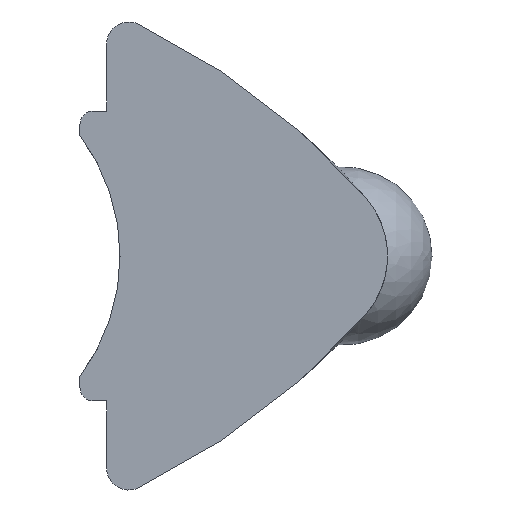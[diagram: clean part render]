
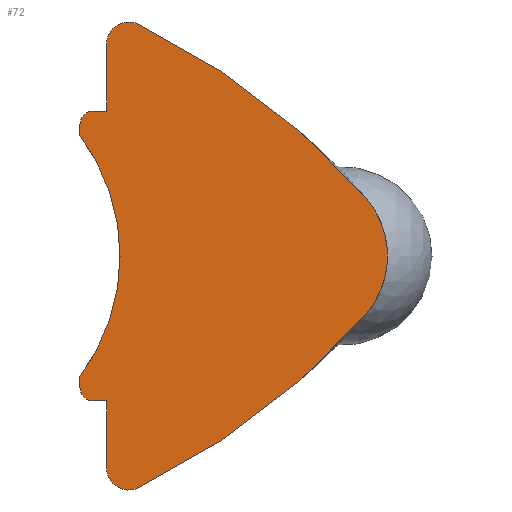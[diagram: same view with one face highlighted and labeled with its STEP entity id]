
A CAD part, left-side view. The second image highlights one B-rep face of the part: STEP entity #72.
In plain terms, the highlighted planar face has unit normal (-1, 0, 0).
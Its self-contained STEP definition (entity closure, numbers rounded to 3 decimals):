
#72 = ADVANCED_FACE( '', ( #151 ), #152, .F. );
#151 = FACE_OUTER_BOUND( '', #233, .T. );
#152 = PLANE( '', #234 );
#233 = EDGE_LOOP( '', ( #382, #383, #384, #385, #386, #387, #388, #389, #390, #391, #392, #393, #394, #395 ) );
#234 = AXIS2_PLACEMENT_3D( '', #396, #397, #398 );
#382 = ORIENTED_EDGE( '', *, *, #542, .F. );
#383 = ORIENTED_EDGE( '', *, *, #526, .F. );
#384 = ORIENTED_EDGE( '', *, *, #562, .F. );
#385 = ORIENTED_EDGE( '', *, *, #563, .F. );
#386 = ORIENTED_EDGE( '', *, *, #564, .T. );
#387 = ORIENTED_EDGE( '', *, *, #558, .F. );
#388 = ORIENTED_EDGE( '', *, *, #512, .F. );
#389 = ORIENTED_EDGE( '', *, *, #517, .F. );
#390 = ORIENTED_EDGE( '', *, *, #565, .F. );
#391 = ORIENTED_EDGE( '', *, *, #521, .F. );
#392 = ORIENTED_EDGE( '', *, *, #566, .F. );
#393 = ORIENTED_EDGE( '', *, *, #510, .F. );
#394 = ORIENTED_EDGE( '', *, *, #553, .F. );
#395 = ORIENTED_EDGE( '', *, *, #555, .F. );
#396 = CARTESIAN_POINT( '', ( 0., 5.8, 4.75 ) );
#397 = DIRECTION( '', ( 1., 0., 0. ) );
#398 = DIRECTION( '', ( 0., 0., -1. ) );
#510 = EDGE_CURVE( '', #609, #605, #611, .T. );
#512 = EDGE_CURVE( '', #613, #614, #615, .T. );
#517 = EDGE_CURVE( '', #622, #613, #623, .T. );
#521 = EDGE_CURVE( '', #628, #629, #630, .T. );
#526 = EDGE_CURVE( '', #637, #638, #639, .T. );
#542 = EDGE_CURVE( '', #638, #665, #666, .T. );
#553 = EDGE_CURVE( '', #678, #609, #680, .T. );
#555 = EDGE_CURVE( '', #665, #678, #682, .T. );
#558 = EDGE_CURVE( '', #614, #685, #686, .T. );
#562 = EDGE_CURVE( '', #691, #637, #692, .T. );
#563 = EDGE_CURVE( '', #693, #691, #694, .T. );
#564 = EDGE_CURVE( '', #693, #685, #695, .T. );
#565 = EDGE_CURVE( '', #629, #622, #696, .T. );
#566 = EDGE_CURVE( '', #605, #628, #697, .T. );
#605 = VERTEX_POINT( '', #779 );
#609 = VERTEX_POINT( '', #799 );
#611 = CIRCLE( '', #802, 2. );
#613 = VERTEX_POINT( '', #804 );
#614 = VERTEX_POINT( '', #805 );
#615 = CIRCLE( '', #806, 0.3 );
#622 = VERTEX_POINT( '', #815 );
#623 = LINE( '', #816, #817 );
#628 = VERTEX_POINT( '', #824 );
#629 = VERTEX_POINT( '', #825 );
#630 = CIRCLE( '', #826, 0.5 );
#637 = VERTEX_POINT( '', #835 );
#638 = VERTEX_POINT( '', #836 );
#639 = LINE( '', #837, #838 );
#665 = VERTEX_POINT( '', #945 );
#666 = LINE( '', #946, #947 );
#678 = VERTEX_POINT( '', #992 );
#680 = CIRCLE( '', #995, 16. );
#682 = CIRCLE( '', #997, 0.5 );
#685 = VERTEX_POINT( '', #1000 );
#686 = LINE( '', #1001, #1002 );
#691 = VERTEX_POINT( '', #1009 );
#692 = CIRCLE( '', #1010, 0.3 );
#693 = VERTEX_POINT( '', #1011 );
#694 = LINE( '', #1012, #1013 );
#695 = CIRCLE( '', #1014, 4.5 );
#696 = LINE( '', #1015, #1016 );
#697 = CIRCLE( '', #1017, 16. );
#779 = CARTESIAN_POINT( '', ( 0., 0.493, -1.315 ) );
#799 = CARTESIAN_POINT( '', ( 0., 0.493, 1.315 ) );
#802 = AXIS2_PLACEMENT_3D( '', #1080, #1081, #1082 );
#804 = CARTESIAN_POINT( '', ( 0., 6.6, -3.25 ) );
#805 = CARTESIAN_POINT( '', ( 0., 6.9, -2.95 ) );
#806 = AXIS2_PLACEMENT_3D( '', #1083, #1084, #1085 );
#815 = CARTESIAN_POINT( '', ( 0., 6.3, -3.25 ) );
#816 = CARTESIAN_POINT( '', ( 0., 6.3, -3.25 ) );
#817 = VECTOR( '', #1091, 1000. );
#824 = CARTESIAN_POINT( '', ( 0., 5.582, -5.2 ) );
#825 = CARTESIAN_POINT( '', ( 0., 6.3, -4.75 ) );
#826 = AXIS2_PLACEMENT_3D( '', #1094, #1095, #1096 );
#835 = CARTESIAN_POINT( '', ( 0., 6.6, 3.25 ) );
#836 = CARTESIAN_POINT( '', ( 0., 6.3, 3.25 ) );
#837 = CARTESIAN_POINT( '', ( 0., 6.6, 3.25 ) );
#838 = VECTOR( '', #1102, 1000. );
#945 = CARTESIAN_POINT( '', ( 0., 6.3, 4.75 ) );
#946 = CARTESIAN_POINT( '', ( 0., 6.3, 3.25 ) );
#947 = VECTOR( '', #1118, 1000. );
#992 = CARTESIAN_POINT( '', ( 0., 5.582, 5.2 ) );
#995 = AXIS2_PLACEMENT_3D( '', #1126, #1127, #1128 );
#997 = AXIS2_PLACEMENT_3D( '', #1129, #1130, #1131 );
#1000 = CARTESIAN_POINT( '', ( 0., 6.9, -2.7 ) );
#1001 = CARTESIAN_POINT( '', ( 0., 6.9, -2.95 ) );
#1002 = VECTOR( '', #1135, 1000. );
#1009 = CARTESIAN_POINT( '', ( 0., 6.9, 2.95 ) );
#1010 = AXIS2_PLACEMENT_3D( '', #1138, #1139, #1140 );
#1011 = CARTESIAN_POINT( '', ( 0., 6.9, 2.7 ) );
#1012 = CARTESIAN_POINT( '', ( 0., 6.9, 2.7 ) );
#1013 = VECTOR( '', #1141, 1000. );
#1014 = AXIS2_PLACEMENT_3D( '', #1142, #1143, #1144 );
#1015 = CARTESIAN_POINT( '', ( 0., 6.3, -4.75 ) );
#1016 = VECTOR( '', #1145, 1000. );
#1017 = AXIS2_PLACEMENT_3D( '', #1146, #1147, #1148 );
#1080 = CARTESIAN_POINT( '', ( 0., 2., 0. ) );
#1081 = DIRECTION( '', ( 1., 0., 0. ) );
#1082 = DIRECTION( '', ( 0., 0., -1. ) );
#1083 = CARTESIAN_POINT( '', ( 0., 6.6, -2.95 ) );
#1084 = DIRECTION( '', ( 1., 0., 0. ) );
#1085 = DIRECTION( '', ( 0., 0., -1. ) );
#1091 = DIRECTION( '', ( 0., 1., 0. ) );
#1094 = CARTESIAN_POINT( '', ( 0., 5.8, -4.75 ) );
#1095 = DIRECTION( '', ( 1., 0., 0. ) );
#1096 = DIRECTION( '', ( 0., 0., -1. ) );
#1102 = DIRECTION( '', ( 0., -1., 0. ) );
#1118 = DIRECTION( '', ( 0., 0., 1. ) );
#1126 = CARTESIAN_POINT( '', ( 0., 12.55, -9.203 ) );
#1127 = DIRECTION( '', ( 1., 0., 0. ) );
#1128 = DIRECTION( '', ( 0., 0., -1. ) );
#1129 = CARTESIAN_POINT( '', ( 0., 5.8, 4.75 ) );
#1130 = DIRECTION( '', ( 1., 0., 0. ) );
#1131 = DIRECTION( '', ( 0., 0., -1. ) );
#1135 = DIRECTION( '', ( 0., 0., 1. ) );
#1138 = CARTESIAN_POINT( '', ( 0., 6.6, 2.95 ) );
#1139 = DIRECTION( '', ( 1., 0., 0. ) );
#1140 = DIRECTION( '', ( 0., 0., -1. ) );
#1141 = DIRECTION( '', ( 0., 0., 1. ) );
#1142 = CARTESIAN_POINT( '', ( 0., 10.5, 0. ) );
#1143 = DIRECTION( '', ( 1., 0., 0. ) );
#1144 = DIRECTION( '', ( 0., 0., -1. ) );
#1145 = DIRECTION( '', ( 0., 0., 1. ) );
#1146 = CARTESIAN_POINT( '', ( 0., 12.55, 9.203 ) );
#1147 = DIRECTION( '', ( 1., 0., 0. ) );
#1148 = DIRECTION( '', ( 0., 0., -1. ) );
